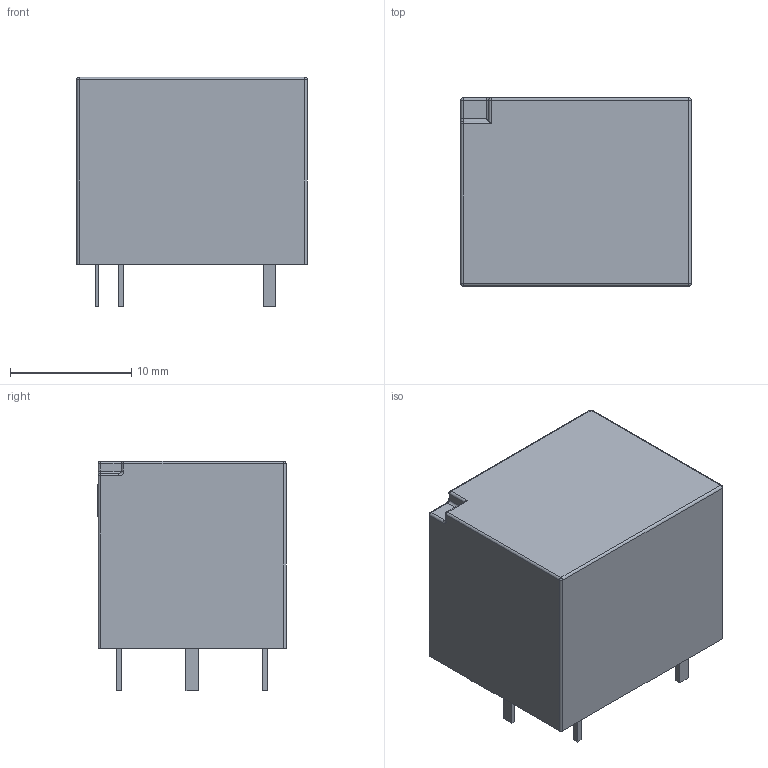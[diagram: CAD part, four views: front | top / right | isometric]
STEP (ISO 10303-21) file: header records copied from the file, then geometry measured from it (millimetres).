
FILE_DESCRIPTION (( 'STEP AP214' ), '1' );
FILE_NAME ('RELAY-TH_RD-XXXXM.step', '2022-07-09T14:03:55', ( '' ), ( '' ), 'SwSTEP 2.0', 'SolidWorks 2020', '' );
FILE_SCHEMA (( 'AUTOMOTIVE_DESIGN' ));
Length unit declared in the file: millimetre
Products named in the file (1): RELAY-TH_RD-XXXXM
Bounding box: 19 x 15.51 x 18.9 mm (x, y, z)
Volume: 4533.8 mm3; surface area: 1675.2 mm2
Topology: 10 solids, 10 shells, 343 faces, 894 edges, 584 vertices
Faces by surface type: plane 207, bspline 112, cylinder 16, sphere 6, torus 2
Entity records: 14766 total; most frequent: CARTESIAN_POINT 3926, ORIENTED_EDGE 1776, DIRECTION 1152, EDGE_CURVE 888, LINE 628, VECTOR 628, VERTEX_POINT 584, EDGE_LOOP 366
